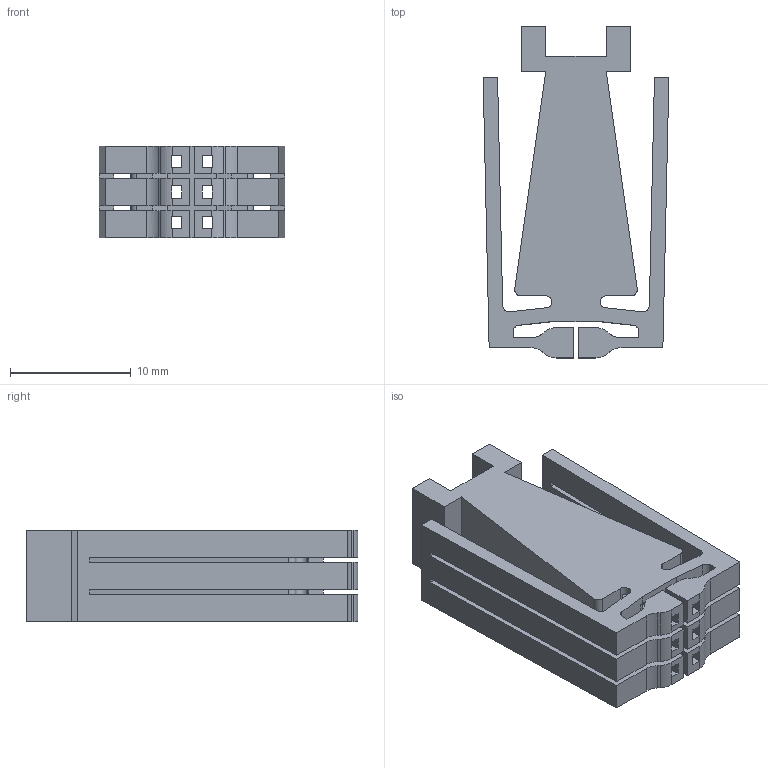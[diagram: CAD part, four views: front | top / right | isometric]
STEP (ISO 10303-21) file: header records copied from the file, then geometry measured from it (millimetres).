
FILE_DESCRIPTION(('FreeCAD Model'),'2;1');
FILE_NAME('Open CASCADE Shape Model','2025-11-21T21:12:45',(''),(''), 'Open CASCADE STEP processor 7.8','FreeCAD','Unknown');
FILE_SCHEMA(('AUTOMOTIVE_DESIGN { 1 0 10303 214 1 1 1 1 }'));
Length unit declared in the file: millimetre
Products named in the file (1): Clip
Bounding box: 15.4 x 27.5 x 7.62 mm (x, y, z)
Volume: 1636 mm3; surface area: 3019.8 mm2
Topology: 1 solids, 1 shells, 190 faces, 664 edges, 444 vertices
Faces by surface type: plane 150, cylinder 40
Entity records: 16072 total; most frequent: CARTESIAN_POINT 3023, DIRECTION 2440, LINE 1728, VECTOR 1728, ORIENTED_EDGE 1328, PCURVE 1328, DEFINITIONAL_REPRESENTATION 1328, EDGE_CURVE 664
